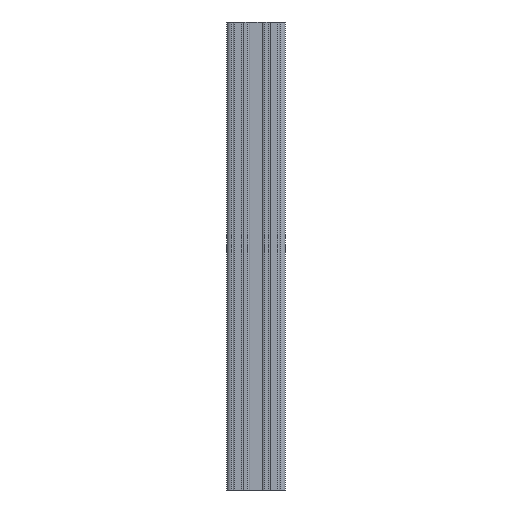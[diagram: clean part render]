
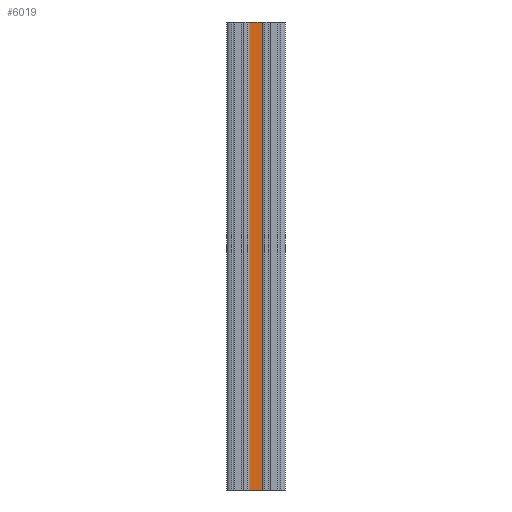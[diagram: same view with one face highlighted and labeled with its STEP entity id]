
A CAD part, front view. The second image highlights one B-rep face of the part: STEP entity #6019.
In plain terms, the highlighted planar face has unit normal (0, -1, 0).
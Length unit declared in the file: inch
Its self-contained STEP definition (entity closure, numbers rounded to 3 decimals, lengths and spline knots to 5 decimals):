
#330 = VECTOR ( 'NONE', #6740, 39.37008 ) ;
#335 = VECTOR ( 'NONE', #7534, 39.37008 ) ;
#396 = VECTOR ( 'NONE', #7313, 39.37008 ) ;
#1310 = VERTEX_POINT ( 'NONE', #4513 ) ;
#2052 = AXIS2_PLACEMENT_3D ( 'NONE', #7421, #7422, #7423 ) ;
#2900 = ORIENTED_EDGE ( 'NONE', *, *, #5547, .T. ) ;
#2918 = ORIENTED_EDGE ( 'NONE', *, *, #5946, .F. ) ;
#2935 = ORIENTED_EDGE ( 'NONE', *, *, #5924, .T. ) ;
#2946 = ORIENTED_EDGE ( 'NONE', *, *, #5854, .F. ) ;
#3515 = VERTEX_POINT ( 'NONE', #3815 ) ;
#3576 = VERTEX_POINT ( 'NONE', #4128 ) ;
#3580 = VERTEX_POINT ( 'NONE', #4194 ) ;
#3815 = CARTESIAN_POINT ( 'NONE',  ( -0.18381, -0.2655, 0. ) ) ;
#4128 = CARTESIAN_POINT ( 'NONE',  ( -0.18381, -0.2655, -12. ) ) ;
#4194 = CARTESIAN_POINT ( 'NONE',  ( 0.18273, -0.2655, -12. ) ) ;
#4513 = CARTESIAN_POINT ( 'NONE',  ( 0.18273, -0.2655, 0. ) ) ;
#5547 = EDGE_CURVE ( 'NONE', #3580, #1310, #8338, .T. ) ;
#5854 = EDGE_CURVE ( 'NONE', #3576, #3515, #8747, .T. ) ;
#5924 = EDGE_CURVE ( 'NONE', #3576, #3580, #8803, .T. ) ;
#5946 = EDGE_CURVE ( 'NONE', #3515, #1310, #8821, .T. ) ;
#6019 = ADVANCED_FACE ( 'NONE', ( #8885 ), #7420, .T. ) ;
#6740 = DIRECTION ( 'NONE',  ( 1., 0., 0. ) ) ;
#6746 = CARTESIAN_POINT ( 'NONE',  ( -0.18381, -0.2655, -12. ) ) ;
#7196 = CARTESIAN_POINT ( 'NONE',  ( -0.18381, -0.2655, -12. ) ) ;
#7313 = DIRECTION ( 'NONE',  ( 0., 0., 1. ) ) ;
#7402 = CARTESIAN_POINT ( 'NONE',  ( -0.18381, -0.2655, 0. ) ) ;
#7420 = PLANE ( 'NONE',  #2052 ) ;
#7421 = CARTESIAN_POINT ( 'NONE',  ( -0.18381, -0.2655, -12. ) ) ;
#7422 = DIRECTION ( 'NONE',  ( 0., -1., 0. ) ) ;
#7423 = DIRECTION ( 'NONE',  ( 1., 0., 0. ) ) ;
#7534 = DIRECTION ( 'NONE',  ( 1., 0., 0. ) ) ;
#7733 = VECTOR ( 'NONE', #9261, 39.37008 ) ;
#8141 = EDGE_LOOP ( 'NONE', ( #2918, #2946, #2935, #2900 ) ) ;
#8338 = LINE ( 'NONE', #9263, #7733 ) ;
#8747 = LINE ( 'NONE', #7196, #396 ) ;
#8803 = LINE ( 'NONE', #6746, #330 ) ;
#8821 = LINE ( 'NONE', #7402, #335 ) ;
#8885 = FACE_OUTER_BOUND ( 'NONE', #8141, .T. ) ;
#9261 = DIRECTION ( 'NONE',  ( 0., 0., 1. ) ) ;
#9263 = CARTESIAN_POINT ( 'NONE',  ( 0.18273, -0.2655, -12. ) ) ;
